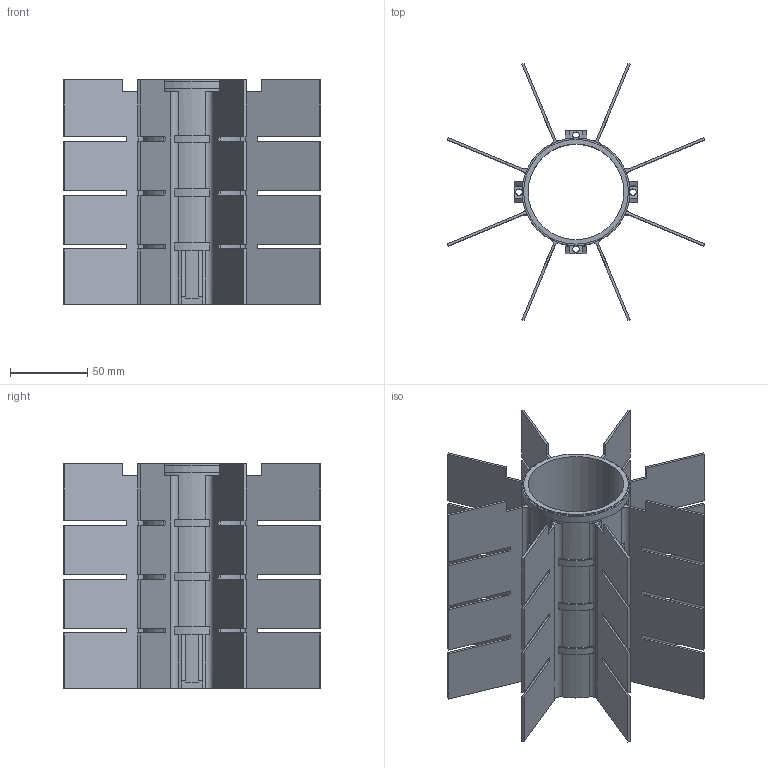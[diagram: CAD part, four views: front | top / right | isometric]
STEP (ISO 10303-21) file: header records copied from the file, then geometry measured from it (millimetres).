
FILE_DESCRIPTION(/* description */ (''),/* implementation_level */ '2;1');
FILE_NAME(/* name */ 'RTG.stp',/* time_stamp */ '2020-12-11T16:25:42+01:00',/* author */ (''),/* organization */ (''),/* preprocessor_version */ 'ST-DEVELOPER v18.1',/* originating_system */ 'Autodesk Translation Framework v9.7.1.1290',/* authorisation */ '');
FILE_SCHEMA (('AUTOMOTIVE_DESIGN { 1 0 10303 214 3 1 1 }'));
Length unit declared in the file: millimetre
Products named in the file (1): RTG
Bounding box: 166.86 x 166.86 x 146 mm (x, y, z)
Volume: 195342.7 mm3; surface area: 189416.2 mm2
Topology: 1 solids, 1 shells, 324 faces, 944 edges, 624 vertices
Faces by surface type: plane 220, cylinder 104
Full cylindrical faces by diameter (mm): 4.2 x4, 62 x1, 68 x2, 70 x1
Entity records: 10856 total; most frequent: DIRECTION 1930, CARTESIAN_POINT 1893, ORIENTED_EDGE 1888, EDGE_CURVE 944, AXIS2_PLACEMENT_3D 661, VERTEX_POINT 624, LINE 608, VECTOR 608
